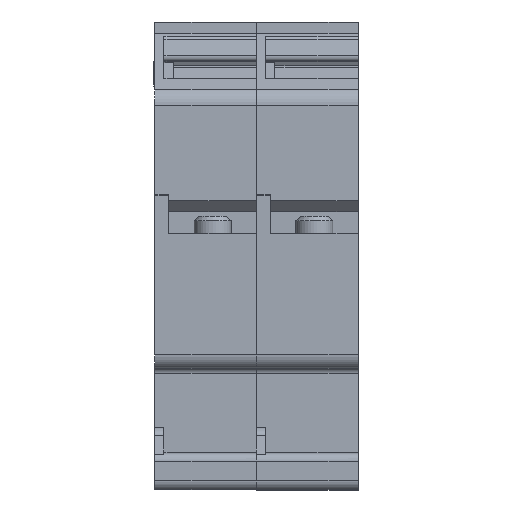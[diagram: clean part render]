
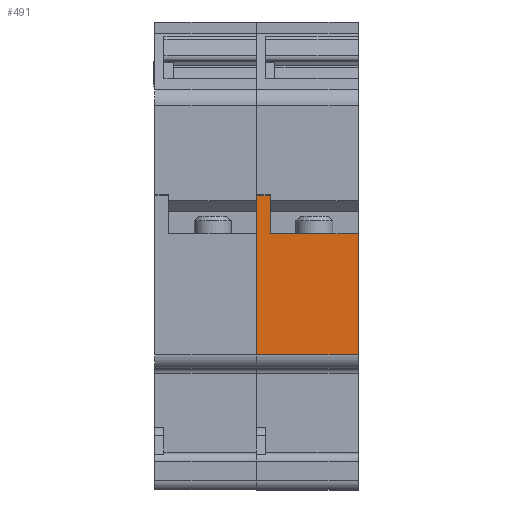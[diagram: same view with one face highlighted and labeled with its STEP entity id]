
A CAD part, left-side view. The second image highlights one B-rep face of the part: STEP entity #491.
In plain terms, the highlighted planar face has unit normal (-1, 0, 0).
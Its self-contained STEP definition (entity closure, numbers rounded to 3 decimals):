
#491 = ADVANCED_FACE( '', ( #1260 ), #1261, .T. );
#1260 = FACE_OUTER_BOUND( '', #2330, .T. );
#1261 = PLANE( '', #2331 );
#2330 = EDGE_LOOP( '', ( #3702, #3703, #3704, #3705, #3706, #3707, #3708 ) );
#2331 = AXIS2_PLACEMENT_3D( '', #3709, #3710, #3711 );
#3702 = ORIENTED_EDGE( '', *, *, #6849, .F. );
#3703 = ORIENTED_EDGE( '', *, *, #6850, .F. );
#3704 = ORIENTED_EDGE( '', *, *, #6851, .T. );
#3705 = ORIENTED_EDGE( '', *, *, #6852, .T. );
#3706 = ORIENTED_EDGE( '', *, *, #6853, .F. );
#3707 = ORIENTED_EDGE( '', *, *, #6854, .T. );
#3708 = ORIENTED_EDGE( '', *, *, #6855, .T. );
#3709 = CARTESIAN_POINT( '', ( -43.047, 11., -10.7 ) );
#3710 = DIRECTION( '', ( -1., 0., 0. ) );
#3711 = DIRECTION( '', ( 0., 0., 1. ) );
#6849 = EDGE_CURVE( '', #8401, #8402, #8403, .T. );
#6850 = EDGE_CURVE( '', #8404, #8401, #8405, .T. );
#6851 = EDGE_CURVE( '', #8404, #8406, #8407, .T. );
#6852 = EDGE_CURVE( '', #8406, #8408, #8409, .T. );
#6853 = EDGE_CURVE( '', #8410, #8408, #8411, .T. );
#6854 = EDGE_CURVE( '', #8410, #8412, #8413, .T. );
#6855 = EDGE_CURVE( '', #8412, #8402, #8414, .T. );
#8401 = VERTEX_POINT( '', #10570 );
#8402 = VERTEX_POINT( '', #10571 );
#8403 = LINE( '', #10572, #10573 );
#8404 = VERTEX_POINT( '', #10574 );
#8405 = LINE( '', #10575, #10576 );
#8406 = VERTEX_POINT( '', #10577 );
#8407 = LINE( '', #10578, #10579 );
#8408 = VERTEX_POINT( '', #10580 );
#8409 = LINE( '', #10581, #10582 );
#8410 = VERTEX_POINT( '', #10583 );
#8411 = LINE( '', #10584, #10585 );
#8412 = VERTEX_POINT( '', #10586 );
#8413 = LINE( '', #10587, #10588 );
#8414 = LINE( '', #10589, #10590 );
#10570 = CARTESIAN_POINT( '', ( -43.047, 0., 2.379 ) );
#10571 = CARTESIAN_POINT( '', ( -43.047, 0., -10.7 ) );
#10572 = CARTESIAN_POINT( '', ( -43.047, 0., -10.7 ) );
#10573 = VECTOR( '', #12856, 1000. );
#10574 = CARTESIAN_POINT( '', ( -43.047, 9.5, 2.379 ) );
#10575 = CARTESIAN_POINT( '', ( -43.047, 9.5, 2.379 ) );
#10576 = VECTOR( '', #12857, 1000. );
#10577 = CARTESIAN_POINT( '', ( -43.047, 9.5, 5.987 ) );
#10578 = CARTESIAN_POINT( '', ( -43.047, 9.5, 6.766 ) );
#10579 = VECTOR( '', #12858, 1000. );
#10580 = CARTESIAN_POINT( '', ( -43.047, 9.5, 6.543 ) );
#10581 = CARTESIAN_POINT( '', ( -43.047, 9.5, -10.7 ) );
#10582 = VECTOR( '', #12859, 1000. );
#10583 = CARTESIAN_POINT( '', ( -43.047, 11., 6.543 ) );
#10584 = CARTESIAN_POINT( '', ( -43.047, 11., 6.543 ) );
#10585 = VECTOR( '', #12860, 1000. );
#10586 = CARTESIAN_POINT( '', ( -43.047, 11., -10.7 ) );
#10587 = CARTESIAN_POINT( '', ( -43.047, 11., 6.273 ) );
#10588 = VECTOR( '', #12861, 1000. );
#10589 = CARTESIAN_POINT( '', ( -43.047, 11., -10.7 ) );
#10590 = VECTOR( '', #12862, 1000. );
#12856 = DIRECTION( '', ( 0., 0., -1. ) );
#12857 = DIRECTION( '', ( 0., -1., 0. ) );
#12858 = DIRECTION( '', ( 0., 0., 1. ) );
#12859 = DIRECTION( '', ( 0., 0., 1. ) );
#12860 = DIRECTION( '', ( 0., -1., 0. ) );
#12861 = DIRECTION( '', ( 0., 0., -1. ) );
#12862 = DIRECTION( '', ( 0., -1., 0. ) );
